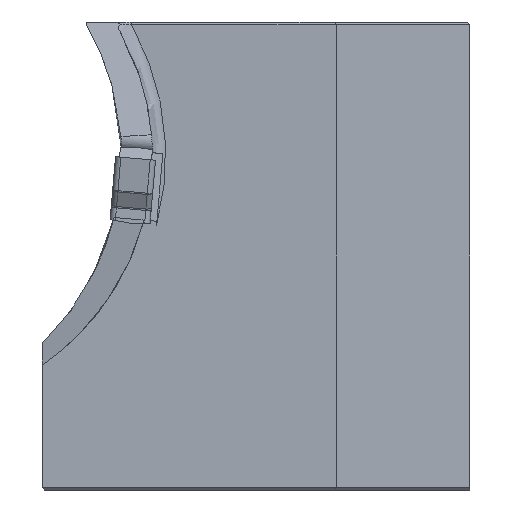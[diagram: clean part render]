
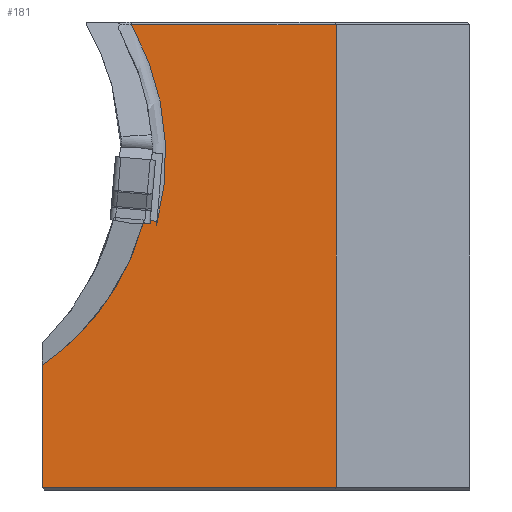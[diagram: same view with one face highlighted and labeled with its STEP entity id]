
A CAD part, left-side view. The second image highlights one B-rep face of the part: STEP entity #181.
In plain terms, the highlighted planar face has unit normal (-1, 0, 0).
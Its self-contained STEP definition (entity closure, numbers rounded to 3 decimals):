
#181=ADVANCED_FACE('',(#312),#235,.F.);
#235=PLANE('',#1559);
#312=FACE_OUTER_BOUND('',#393,.T.);
#393=EDGE_LOOP('',(#746,#747,#748,#749,#750,#751,#752,#753));
#436=CIRCLE('',#1555,19.);
#437=CIRCLE('',#1558,20.);
#746=ORIENTED_EDGE('',*,*,#1138,.F.);
#747=ORIENTED_EDGE('',*,*,#1125,.T.);
#748=ORIENTED_EDGE('',*,*,#1141,.T.);
#749=ORIENTED_EDGE('',*,*,#1142,.T.);
#750=ORIENTED_EDGE('',*,*,#1143,.T.);
#751=ORIENTED_EDGE('',*,*,#1144,.T.);
#752=ORIENTED_EDGE('',*,*,#1145,.T.);
#753=ORIENTED_EDGE('',*,*,#1146,.F.);
#945=VERTEX_POINT('',#2379);
#946=VERTEX_POINT('',#2381);
#956=VERTEX_POINT('',#2433);
#958=VERTEX_POINT('',#2439);
#959=VERTEX_POINT('',#2441);
#960=VERTEX_POINT('',#2443);
#961=VERTEX_POINT('',#2445);
#962=VERTEX_POINT('',#2447);
#1125=EDGE_CURVE('',#946,#945,#1278,.T.);
#1138=EDGE_CURVE('',#946,#956,#436,.T.);
#1141=EDGE_CURVE('',#945,#958,#1286,.T.);
#1142=EDGE_CURVE('',#958,#959,#1287,.T.);
#1143=EDGE_CURVE('',#959,#960,#1288,.T.);
#1144=EDGE_CURVE('',#960,#961,#437,.T.);
#1145=EDGE_CURVE('',#961,#962,#1289,.T.);
#1146=EDGE_CURVE('',#956,#962,#1290,.T.);
#1278=LINE('',#2380,#1418);
#1286=LINE('',#2438,#1426);
#1287=LINE('',#2440,#1427);
#1288=LINE('',#2442,#1428);
#1289=LINE('',#2446,#1429);
#1290=LINE('',#2448,#1430);
#1418=VECTOR('',#1887,1.);
#1426=VECTOR('',#1913,1.);
#1427=VECTOR('',#1914,1.);
#1428=VECTOR('',#1915,1.);
#1429=VECTOR('',#1918,1.);
#1430=VECTOR('',#1919,1.);
#1555=AXIS2_PLACEMENT_3D('',#2432,#1906,#1907);
#1558=AXIS2_PLACEMENT_3D('',#2444,#1916,#1917);
#1559=AXIS2_PLACEMENT_3D('',#2449,#1920,#1921);
#1887=DIRECTION('',(0.,0.,-1.));
#1906=DIRECTION('',(-1.,0.,0.));
#1907=DIRECTION('',(0.,0.,-1.));
#1913=DIRECTION('',(0.,-1.,0.));
#1914=DIRECTION('',(0.,0.,1.));
#1915=DIRECTION('',(0.,1.,0.));
#1916=DIRECTION('',(1.,0.,0.));
#1917=DIRECTION('',(0.,0.,-1.));
#1918=DIRECTION('',(0.,-0.087,0.996));
#1919=DIRECTION('',(0.,-0.996,-0.087));
#1920=DIRECTION('',(1.,0.,0.));
#1921=DIRECTION('',(0.,0.,-1.));
#2379=CARTESIAN_POINT('',(18.,7.,-24.8));
#2380=CARTESIAN_POINT('',(18.,7.,-15.666));
#2381=CARTESIAN_POINT('',(18.,7.,-15.666));
#2432=CARTESIAN_POINT('',(18.,17.75,0.));
#2433=CARTESIAN_POINT('',(18.,-0.629,-4.817));
#2438=CARTESIAN_POINT('',(18.,17.75,-24.8));
#2439=CARTESIAN_POINT('',(18.,-15.,-24.8));
#2440=CARTESIAN_POINT('',(18.,-15.,10.));
#2441=CARTESIAN_POINT('',(18.,-15.,9.8));
#2442=CARTESIAN_POINT('',(18.,17.75,9.8));
#2443=CARTESIAN_POINT('',(18.,0.316,9.8));
#2444=CARTESIAN_POINT('',(18.,17.75,0.));
#2445=CARTESIAN_POINT('',(18.,-1.561,-5.203));
#2446=CARTESIAN_POINT('',(18.,-1.866,-1.716));
#2447=CARTESIAN_POINT('',(18.,-1.588,-4.901));
#2448=CARTESIAN_POINT('',(18.,18.029,-3.184));
#2449=CARTESIAN_POINT('',(18.,17.75,0.));
